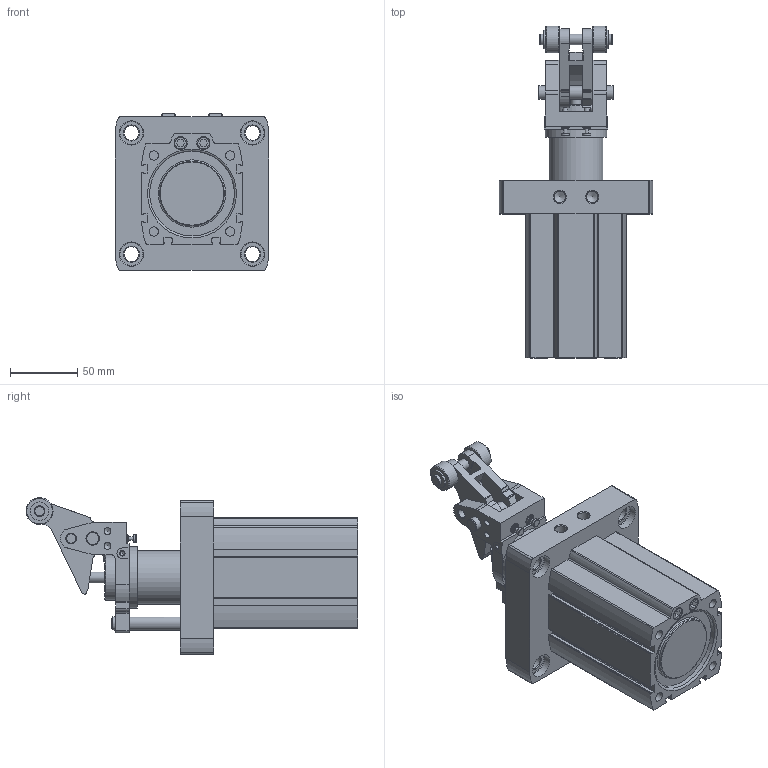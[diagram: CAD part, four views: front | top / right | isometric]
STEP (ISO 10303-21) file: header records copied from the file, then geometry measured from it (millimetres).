
FILE_DESCRIPTION(/* description */ ('STEP AP214'),/* implementation_level */ '2;1');
FILE_NAME(/* name */ '8085912_DFST-63-30-D-Y4-A-S-G2',/* time_stamp */ '2024-08-15T23:20:21+02:00',/* author */ ('License CC BY-ND 4.0'),/* organization */ ('CADENAS'),/* preprocessor_version */ 'ST-DEVELOPER v19.3',/* originating_system */ 'PARTsolutions',/* authorisation */ ' ');
FILE_SCHEMA (('AUTOMOTIVE_DESIGN {1 0 10303 214 3 1 1}'));
Length unit declared in the file: millimetre
Products named in the file (6): 8085912 DFST-63-30-D-Y4-A-S-G2---(30 Start high); 8085912 DFST-63---(mechanicalhighh); 8085912 DFST-63---(mechanicalhighc); 8085912 DFST-63---(mechanical highl); -DFST-CAP4_scr; 8085912 DFST-63---(mechanical high 1s)
Assembly tree (6 placements, depth 2):
  8085912 DFST-63-30-D-Y4-A-S-G2---(30 Start high)
    8085912 DFST-63---(mechanicalhighh)
    8085912 DFST-63---(mechanicalhighc)
    8085912 DFST-63---(mechanical highl)
    -DFST-CAP4_scr  x2
    8085912 DFST-63---(mechanical high 1s)
Bounding box: 114 x 246.5 x 116.29 mm (x, y, z)
Volume: 927130.2 mm3; surface area: 170524 mm2
Topology: 6 solids, 6 shells, 562 faces, 1352 edges, 878 vertices
Faces by surface type: plane 256, cylinder 212, cone 55, torus 38, sphere 1
Full cylindrical faces by diameter (mm): 2.5 x2, 3.242 x2, 5 x6, 6 x7, 6.647 x4, 6.9 x4, 6.917 x2, 7.1 x1, 8 x15, 8.5 x4, 8.566 x4, 9.728 x2, 10 x6, 10.1 x4, 11 x4, 13 x4, 13.8 x2, 14 x4, 18 x8, 20 x2, 34 x1, 40 x2, 46 x1, 48 x1, 63 x3
Entity records: 15078 total; most frequent: DIRECTION 2706, CARTESIAN_POINT 2550, ORIENTED_EDGE 2204, EDGE_CURVE 1102, AXIS2_PLACEMENT_3D 1062, FACE_BOUND 841, VERTEX_POINT 831, EDGE_LOOP 831
